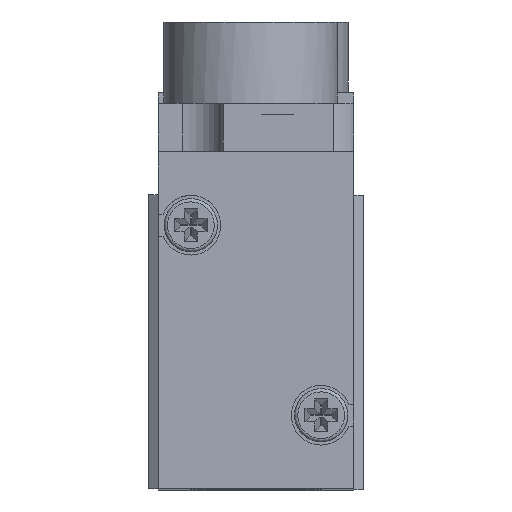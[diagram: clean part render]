
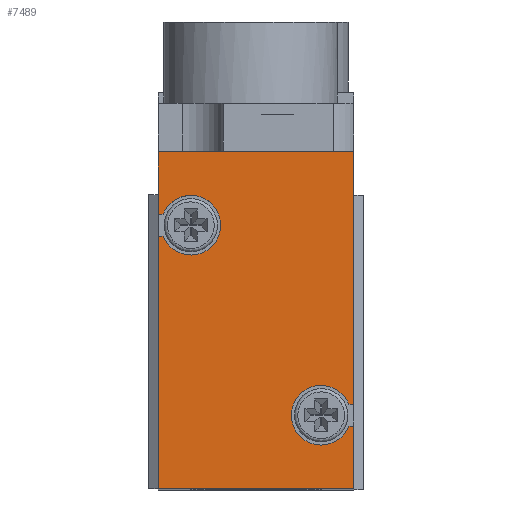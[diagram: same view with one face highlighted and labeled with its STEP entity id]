
A CAD part, top view. The second image highlights one B-rep face of the part: STEP entity #7489.
In plain terms, the highlighted planar face has unit normal (0, 0, 1).
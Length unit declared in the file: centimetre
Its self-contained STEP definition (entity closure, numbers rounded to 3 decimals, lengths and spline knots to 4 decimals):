
#488=CIRCLE($,#8098,0.275);
#490=CIRCLE($,#8103,0.275);
#843=FACE_OUTER_BOUND($,#1318,.T.);
#1318=EDGE_LOOP($,(#6364,#6365,#6366,#6367,#6368,#6369,#6370,#6371,#6372,
#6373,#6374,#6375));
#1979=LINE($,#13626,#2729);
#1980=LINE($,#13627,#2730);
#1981=LINE($,#13629,#2731);
#1982=LINE($,#13631,#2732);
#1983=LINE($,#13633,#2733);
#1984=LINE($,#13635,#2734);
#1985=LINE($,#13637,#2735);
#1986=LINE($,#13641,#2736);
#1987=LINE($,#13643,#2737);
#1988=LINE($,#13644,#2738);
#2729=VECTOR($,#9752,0.575);
#2730=VECTOR($,#9753,0.0438);
#2731=VECTOR($,#9754,0.0438);
#2732=VECTOR($,#9755,2.325);
#2733=VECTOR($,#9756,1.8);
#2734=VECTOR($,#9757,0.575);
#2735=VECTOR($,#9758,0.0438);
#2736=VECTOR($,#9761,0.0438);
#2737=VECTOR($,#9762,2.325);
#2738=VECTOR($,#9763,1.8);
#3515=VERTEX_POINT($,#13603);
#3516=VERTEX_POINT($,#13605);
#3523=VERTEX_POINT($,#13624);
#3524=VERTEX_POINT($,#13625);
#3525=VERTEX_POINT($,#13628);
#3526=VERTEX_POINT($,#13630);
#3527=VERTEX_POINT($,#13632);
#3528=VERTEX_POINT($,#13634);
#3529=VERTEX_POINT($,#13636);
#3530=VERTEX_POINT($,#13638);
#3531=VERTEX_POINT($,#13640);
#3532=VERTEX_POINT($,#13642);
#4496=EDGE_CURVE($,#3515,#3516,#488,.T.);
#4505=EDGE_CURVE($,#3523,#3524,#1979,.T.);
#4506=EDGE_CURVE($,#3523,#3516,#1980,.T.);
#4507=EDGE_CURVE($,#3515,#3525,#1981,.T.);
#4508=EDGE_CURVE($,#3526,#3525,#1982,.T.);
#4509=EDGE_CURVE($,#3527,#3526,#1983,.T.);
#4510=EDGE_CURVE($,#3528,#3527,#1984,.T.);
#4511=EDGE_CURVE($,#3528,#3529,#1985,.T.);
#4512=EDGE_CURVE($,#3530,#3529,#490,.T.);
#4513=EDGE_CURVE($,#3530,#3531,#1986,.T.);
#4514=EDGE_CURVE($,#3532,#3531,#1987,.T.);
#4515=EDGE_CURVE($,#3524,#3532,#1988,.T.);
#6364=ORIENTED_EDGE($,*,*,#4505,.F.);
#6365=ORIENTED_EDGE($,*,*,#4506,.T.);
#6366=ORIENTED_EDGE($,*,*,#4496,.F.);
#6367=ORIENTED_EDGE($,*,*,#4507,.T.);
#6368=ORIENTED_EDGE($,*,*,#4508,.F.);
#6369=ORIENTED_EDGE($,*,*,#4509,.F.);
#6370=ORIENTED_EDGE($,*,*,#4510,.F.);
#6371=ORIENTED_EDGE($,*,*,#4511,.T.);
#6372=ORIENTED_EDGE($,*,*,#4512,.F.);
#6373=ORIENTED_EDGE($,*,*,#4513,.T.);
#6374=ORIENTED_EDGE($,*,*,#4514,.F.);
#6375=ORIENTED_EDGE($,*,*,#4515,.F.);
#7093=PLANE($,#8102);
#7489=ADVANCED_FACE($,(#843),#7093,.T.);
#8098=AXIS2_PLACEMENT_3D($,#13606,#9735,#9736);
#8102=AXIS2_PLACEMENT_3D($,#13623,#9750,#9751);
#8103=AXIS2_PLACEMENT_3D($,#13639,#9759,#9760);
#9735=DIRECTION('center_axis',(0.,0.,
1.));
#9736=DIRECTION('ref_axis',(1.,0.,0.));
#9750=DIRECTION('center_axis',(0.,0.,
1.));
#9751=DIRECTION('ref_axis',(1.,0.,0.));
#9752=DIRECTION($,(0.,1.,0.));
#9753=DIRECTION($,(1.,0.,0.));
#9754=DIRECTION($,(-1.,0.,0.));
#9755=DIRECTION($,(0.,1.,0.));
#9756=DIRECTION($,(-1.,0.,0.));
#9757=DIRECTION($,(0.,-1.,0.));
#9758=DIRECTION($,(-1.,0.,0.));
#9759=DIRECTION('center_axis',(0.,0.,
1.));
#9760=DIRECTION('ref_axis',(1.,0.,0.));
#9761=DIRECTION($,(1.,0.,0.));
#9762=DIRECTION($,(0.,-1.,0.));
#9763=DIRECTION($,(1.,0.,0.));
#13603=CARTESIAN_POINT('',(-0.8562,0.775,1.15));
#13605=CARTESIAN_POINT('',(-0.8562,0.975,1.15));
#13606=CARTESIAN_POINT('Origin',(-0.6,0.875,1.15));
#13623=CARTESIAN_POINT('Origin',(-0.9,1.55,1.15));
#13624=CARTESIAN_POINT('',(-0.9,0.975,1.15));
#13625=CARTESIAN_POINT('',(-0.9,1.55,1.15));
#13626=CARTESIAN_POINT($,(-0.9,-1.55,1.15));
#13627=CARTESIAN_POINT($,(-0.9,0.975,1.15));
#13628=CARTESIAN_POINT('',(-0.9,0.775,1.15));
#13629=CARTESIAN_POINT($,(-0.9,0.775,1.15));
#13630=CARTESIAN_POINT('',(-0.9,-1.55,1.15));
#13631=CARTESIAN_POINT($,(-0.9,-1.55,1.15));
#13632=CARTESIAN_POINT('',(0.9,-1.55,1.15));
#13633=CARTESIAN_POINT($,(0.9,-1.55,1.15));
#13634=CARTESIAN_POINT('',(0.9,-0.975,1.15));
#13635=CARTESIAN_POINT($,(0.9,-1.55,1.15));
#13636=CARTESIAN_POINT('',(0.8562,-0.975,1.15));
#13637=CARTESIAN_POINT($,(-0.9,-0.975,1.15));
#13638=CARTESIAN_POINT('',(0.8562,-0.775,1.15));
#13639=CARTESIAN_POINT('Origin',(0.6,-0.875,1.15));
#13640=CARTESIAN_POINT('',(0.9,-0.775,1.15));
#13641=CARTESIAN_POINT($,(-0.9,-0.775,1.15));
#13642=CARTESIAN_POINT('',(0.9,1.55,1.15));
#13643=CARTESIAN_POINT($,(0.9,-1.55,1.15));
#13644=CARTESIAN_POINT($,(0.9,1.55,1.15));
